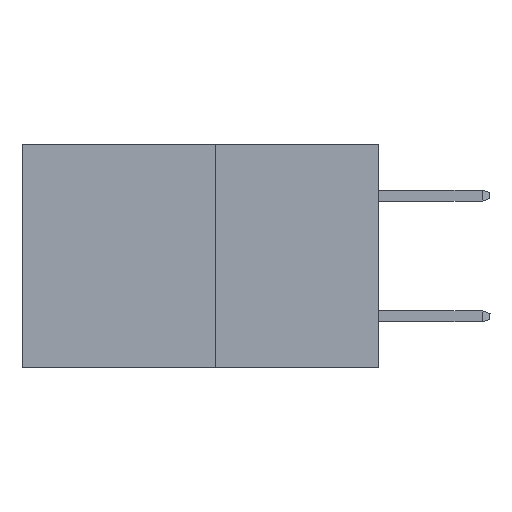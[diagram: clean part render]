
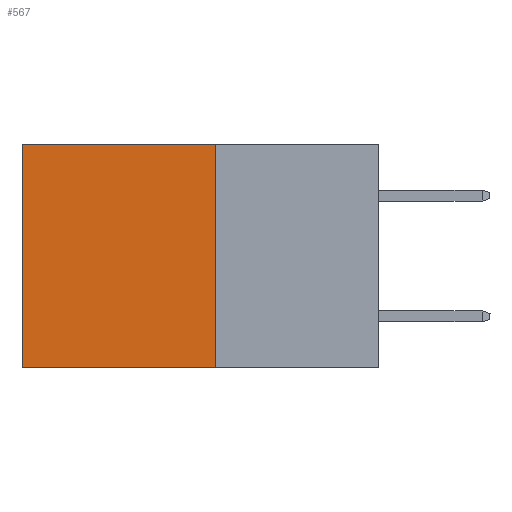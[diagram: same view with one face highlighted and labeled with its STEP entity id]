
A CAD part, left-side view. The second image highlights one B-rep face of the part: STEP entity #567.
In plain terms, the highlighted planar face has unit normal (-1, 0, 0).
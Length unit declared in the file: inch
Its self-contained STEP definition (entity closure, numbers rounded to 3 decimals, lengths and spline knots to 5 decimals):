
#289 = VERTEX_POINT ( 'NONE', #9533 ) ;
#567 = ADVANCED_FACE ( 'NONE', ( #9393 ), #6131, .F. ) ;
#832 = EDGE_CURVE ( 'NONE', #1454, #4612, #5423, .T. ) ;
#1363 = DIRECTION ( 'NONE',  ( 0., 0., -1. ) ) ;
#1429 = DIRECTION ( 'NONE',  ( 0., 1., 0. ) ) ;
#1454 = VERTEX_POINT ( 'NONE', #2527 ) ;
#1936 = ORIENTED_EDGE ( 'NONE', *, *, #832, .T. ) ;
#1964 = DIRECTION ( 'NONE',  ( 1., 0., 0. ) ) ;
#2135 = ORIENTED_EDGE ( 'NONE', *, *, #3511, .F. ) ;
#2527 = CARTESIAN_POINT ( 'NONE',  ( 0.277, 0.59, 0. ) ) ;
#2788 = ORIENTED_EDGE ( 'NONE', *, *, #7253, .F. ) ;
#2942 = VECTOR ( 'NONE', #4614, 39.37008 ) ;
#3017 = CARTESIAN_POINT ( 'NONE',  ( 0.277, 0.27, -0.37 ) ) ;
#3424 = ORIENTED_EDGE ( 'NONE', *, *, #5779, .T. ) ;
#3511 = EDGE_CURVE ( 'NONE', #289, #7474, #9133, .T. ) ;
#3695 = VECTOR ( 'NONE', #5557, 39.37008 ) ;
#4048 = CARTESIAN_POINT ( 'NONE',  ( 0.277, 0.27, 0. ) ) ;
#4207 = AXIS2_PLACEMENT_3D ( 'NONE', #9025, #1964, #1363 ) ;
#4612 = VERTEX_POINT ( 'NONE', #5615 ) ;
#4614 = DIRECTION ( 'NONE',  ( 0., 1., 0. ) ) ;
#4865 = CARTESIAN_POINT ( 'NONE',  ( 0.277, 0.27, -0.37 ) ) ;
#4950 = DIRECTION ( 'NONE',  ( 0., 0., -1. ) ) ;
#5423 = LINE ( 'NONE', #9227, #8375 ) ;
#5557 = DIRECTION ( 'NONE',  ( 0., 0., -1. ) ) ;
#5615 = CARTESIAN_POINT ( 'NONE',  ( 0.277, 0.59, -0.37 ) ) ;
#5779 = EDGE_CURVE ( 'NONE', #289, #1454, #7756, .T. ) ;
#6131 = PLANE ( 'NONE',  #4207 ) ;
#7253 = EDGE_CURVE ( 'NONE', #7474, #4612, #8547, .T. ) ;
#7345 = VECTOR ( 'NONE', #1429, 39.37008 ) ;
#7474 = VERTEX_POINT ( 'NONE', #7483 ) ;
#7483 = CARTESIAN_POINT ( 'NONE',  ( 0.277, 0.27, -0.37 ) ) ;
#7756 = LINE ( 'NONE', #4048, #7345 ) ;
#8375 = VECTOR ( 'NONE', #4950, 39.37008 ) ;
#8386 = EDGE_LOOP ( 'NONE', ( #1936, #2788, #2135, #3424 ) ) ;
#8547 = LINE ( 'NONE', #3017, #2942 ) ;
#9025 = CARTESIAN_POINT ( 'NONE',  ( 0.277, 0.27, -0.37 ) ) ;
#9133 = LINE ( 'NONE', #4865, #3695 ) ;
#9227 = CARTESIAN_POINT ( 'NONE',  ( 0.277, 0.59, -0.37 ) ) ;
#9393 = FACE_OUTER_BOUND ( 'NONE', #8386, .T. ) ;
#9533 = CARTESIAN_POINT ( 'NONE',  ( 0.277, 0.27, 0. ) ) ;
